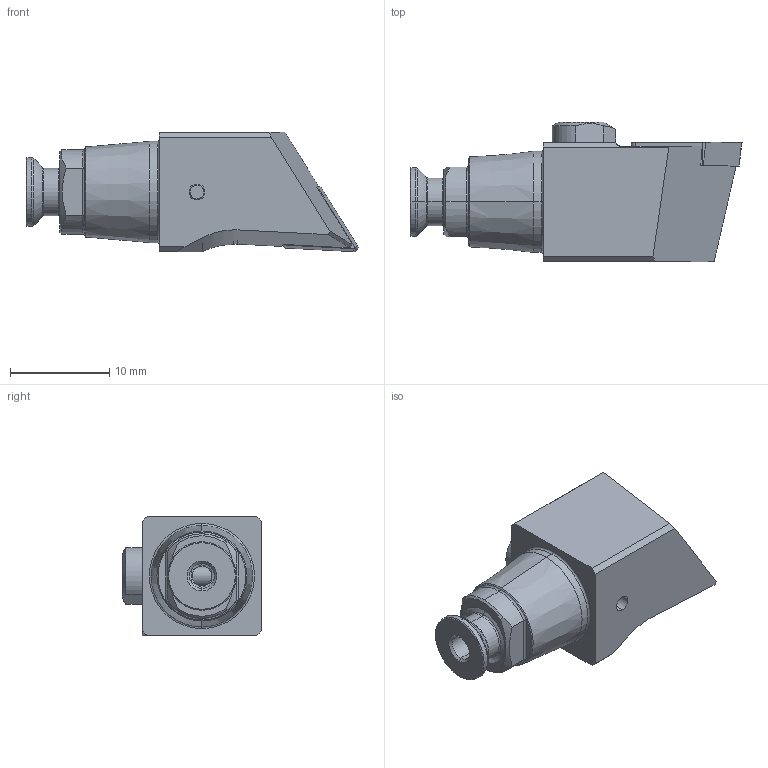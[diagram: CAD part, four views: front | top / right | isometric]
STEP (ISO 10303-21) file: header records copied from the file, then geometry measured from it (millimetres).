
FILE_DESCRIPTION (( 'STEP AP203' ), '1' );
FILE_NAME ('LW3.SDJCR.0620.07.STEP', '2024-08-26T13:46:10', ( '' ), ( '' ), 'SwSTEP 2.0', 'SolidWorks 2022', '' );
FILE_SCHEMA (( 'CONFIG_CONTROL_DESIGN' ));
Length unit declared in the file: millimetre
Products named in the file (7): ISO 14581 - M2x12; LW3-KDA.RJA.020_A; LW3.SDJCR.0620.07; DCMT070204; LW3-U00.ER1.000_B; WCA-ER2.001.006_A; LWX-ER1.007.002
Assembly tree (6 placements, depth 2):
  LW3.SDJCR.0620.07
    LW3-KDA.RJA.020_A
    LW3-U00.ER1.000_B
    LWX-ER1.007.002
    ISO 14581 - M2x12
    DCMT070204
    WCA-ER2.001.006_A
Bounding box: 33.4 x 14 x 12 mm (x, y, z)
Volume: 2686.2 mm3; surface area: 2305.9 mm2
Topology: 6 solids, 6 shells, 253 faces, 619 edges, 376 vertices
Faces by surface type: cylinder 79, plane 70, cone 65, torus 25, bspline 12, sphere 2
Entity records: 8550 total; most frequent: CARTESIAN_POINT 1952, DIRECTION 1265, ORIENTED_EDGE 1226, EDGE_CURVE 613, AXIS2_PLACEMENT_3D 509, VERTEX_POINT 376, EDGE_LOOP 267, CIRCLE 259
